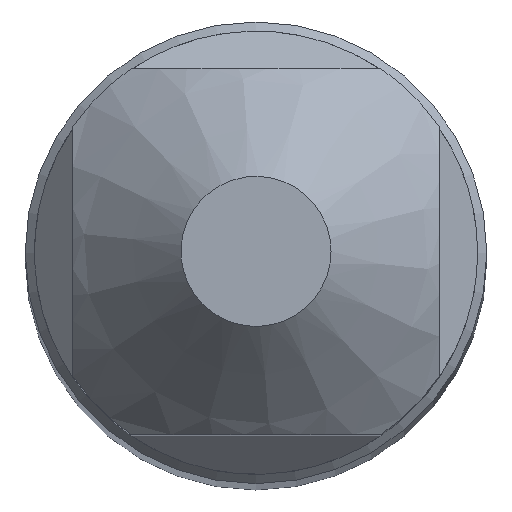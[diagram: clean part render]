
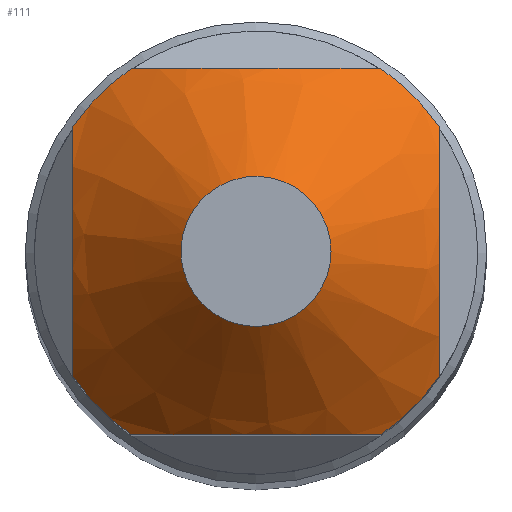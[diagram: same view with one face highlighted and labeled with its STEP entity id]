
A CAD part, top view. The second image highlights one B-rep face of the part: STEP entity #111.
In plain terms, the highlighted conical face has half-angle 45 degrees and reference radius 0.512 mm.
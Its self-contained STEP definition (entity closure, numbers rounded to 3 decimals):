
#111=ADVANCED_FACE('',(#138,#139),#123,.T.);
#123=CONICAL_SURFACE('',#413,0.512,45.);
#138=FACE_BOUND('',#169,.T.);
#139=FACE_BOUND('',#170,.T.);
#169=EDGE_LOOP('',(#215));
#170=EDGE_LOOP('',(#216,#217,#218,#219,#220,#221,#222,#223));
#215=ORIENTED_EDGE('',*,*,#293,.F.);
#216=ORIENTED_EDGE('',*,*,#309,.T.);
#217=ORIENTED_EDGE('',*,*,#310,.T.);
#218=ORIENTED_EDGE('',*,*,#311,.T.);
#219=ORIENTED_EDGE('',*,*,#297,.T.);
#220=ORIENTED_EDGE('',*,*,#312,.T.);
#221=ORIENTED_EDGE('',*,*,#302,.T.);
#222=ORIENTED_EDGE('',*,*,#313,.T.);
#223=ORIENTED_EDGE('',*,*,#307,.T.);
#264=VERTEX_POINT('',#580);
#267=VERTEX_POINT('',#588);
#268=VERTEX_POINT('',#595);
#271=VERTEX_POINT('',#604);
#272=VERTEX_POINT('',#611);
#275=VERTEX_POINT('',#620);
#276=VERTEX_POINT('',#627);
#277=VERTEX_POINT('',#631);
#278=VERTEX_POINT('',#638);
#293=EDGE_CURVE('',#264,#264,#329,.T.);
#297=EDGE_CURVE('',#268,#267,#348,.T.);
#302=EDGE_CURVE('',#272,#271,#349,.T.);
#307=EDGE_CURVE('',#276,#275,#350,.T.);
#309=EDGE_CURVE('',#275,#277,#330,.T.);
#310=EDGE_CURVE('',#277,#278,#351,.T.);
#311=EDGE_CURVE('',#278,#268,#331,.T.);
#312=EDGE_CURVE('',#267,#272,#332,.T.);
#313=EDGE_CURVE('',#271,#276,#333,.T.);
#329=CIRCLE('',#398,0.512);
#330=CIRCLE('',#409,1.512);
#331=CIRCLE('',#410,1.512);
#332=CIRCLE('',#411,1.512);
#333=CIRCLE('',#412,1.512);
#348=B_SPLINE_CURVE_WITH_KNOTS('',3,(#589,#590,#591,#592,#593,#594),
 .UNSPECIFIED.,.F.,.F.,(4,2,4),(0.,0.5,1.),.UNSPECIFIED.);
#349=B_SPLINE_CURVE_WITH_KNOTS('',3,(#605,#606,#607,#608,#609,#610),
 .UNSPECIFIED.,.F.,.F.,(4,2,4),(0.,0.5,1.),.UNSPECIFIED.);
#350=B_SPLINE_CURVE_WITH_KNOTS('',3,(#621,#622,#623,#624,#625,#626),
 .UNSPECIFIED.,.F.,.F.,(4,2,4),(0.,0.5,1.),.UNSPECIFIED.);
#351=B_SPLINE_CURVE_WITH_KNOTS('',3,(#632,#633,#634,#635,#636,#637),
 .UNSPECIFIED.,.F.,.F.,(4,2,4),(0.,0.5,1.),.UNSPECIFIED.);
#398=AXIS2_PLACEMENT_3D('',#579,#460,#461);
#409=AXIS2_PLACEMENT_3D('',#630,#491,#492);
#410=AXIS2_PLACEMENT_3D('',#639,#493,#494);
#411=AXIS2_PLACEMENT_3D('',#640,#495,#496);
#412=AXIS2_PLACEMENT_3D('',#641,#497,#498);
#413=AXIS2_PLACEMENT_3D('',#642,#499,#500);
#460=DIRECTION('',(0.,0.,1.));
#461=DIRECTION('',(1.,0.,0.));
#491=DIRECTION('',(0.,0.,1.));
#492=DIRECTION('',(-1.,0.,0.));
#493=DIRECTION('',(0.,0.,1.));
#494=DIRECTION('',(-1.,0.,0.));
#495=DIRECTION('',(0.,0.,1.));
#496=DIRECTION('',(-1.,0.,0.));
#497=DIRECTION('',(0.,0.,1.));
#498=DIRECTION('',(-1.,0.,0.));
#499=DIRECTION('',(0.,0.,-1.));
#500=DIRECTION('',(-1.,0.,0.));
#579=CARTESIAN_POINT('',(0.,0.,0.));
#580=CARTESIAN_POINT('',(0.512,0.,0.));
#588=CARTESIAN_POINT('',(-0.851,1.25,-1.));
#589=CARTESIAN_POINT('',(0.851,1.25,-1.));
#590=CARTESIAN_POINT('',(0.589,1.25,-0.853));
#591=CARTESIAN_POINT('',(0.299,1.25,-0.738));
#592=CARTESIAN_POINT('',(-0.299,1.25,-0.738));
#593=CARTESIAN_POINT('',(-0.589,1.25,-0.853));
#594=CARTESIAN_POINT('',(-0.851,1.25,-1.));
#595=CARTESIAN_POINT('',(0.851,1.25,-1.));
#604=CARTESIAN_POINT('',(-1.25,-0.851,-1.));
#605=CARTESIAN_POINT('',(-1.25,0.851,-1.));
#606=CARTESIAN_POINT('',(-1.25,0.589,-0.853));
#607=CARTESIAN_POINT('',(-1.25,0.299,-0.738));
#608=CARTESIAN_POINT('',(-1.25,-0.299,-0.738));
#609=CARTESIAN_POINT('',(-1.25,-0.589,-0.853));
#610=CARTESIAN_POINT('',(-1.25,-0.851,-1.));
#611=CARTESIAN_POINT('',(-1.25,0.851,-1.));
#620=CARTESIAN_POINT('',(0.851,-1.25,-1.));
#621=CARTESIAN_POINT('',(-0.851,-1.25,-1.));
#622=CARTESIAN_POINT('',(-0.589,-1.25,-0.853));
#623=CARTESIAN_POINT('',(-0.299,-1.25,-0.738));
#624=CARTESIAN_POINT('',(0.299,-1.25,-0.738));
#625=CARTESIAN_POINT('',(0.589,-1.25,-0.853));
#626=CARTESIAN_POINT('',(0.851,-1.25,-1.));
#627=CARTESIAN_POINT('',(-0.851,-1.25,-1.));
#630=CARTESIAN_POINT('',(0.,0.,-1.));
#631=CARTESIAN_POINT('',(1.25,-0.851,-1.));
#632=CARTESIAN_POINT('',(1.25,-0.851,-1.));
#633=CARTESIAN_POINT('',(1.25,-0.589,-0.853));
#634=CARTESIAN_POINT('',(1.25,-0.299,-0.738));
#635=CARTESIAN_POINT('',(1.25,0.299,-0.738));
#636=CARTESIAN_POINT('',(1.25,0.589,-0.853));
#637=CARTESIAN_POINT('',(1.25,0.851,-1.));
#638=CARTESIAN_POINT('',(1.25,0.851,-1.));
#639=CARTESIAN_POINT('',(0.,0.,-1.));
#640=CARTESIAN_POINT('',(0.,0.,-1.));
#641=CARTESIAN_POINT('',(0.,0.,-1.));
#642=CARTESIAN_POINT('',(0.,0.,0.));
